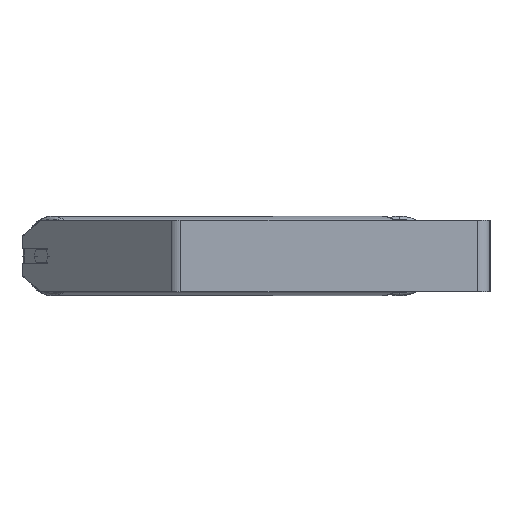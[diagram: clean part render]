
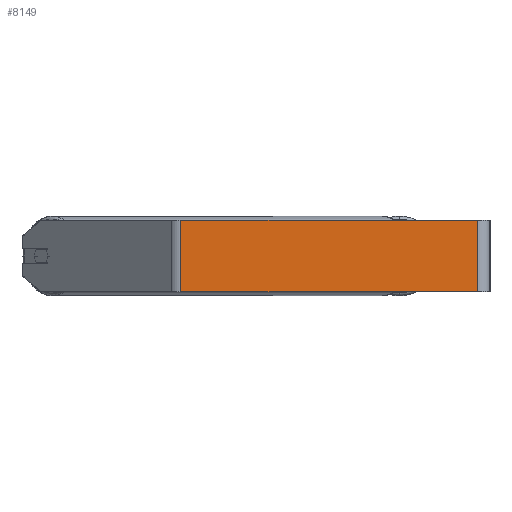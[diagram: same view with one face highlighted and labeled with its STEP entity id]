
A CAD part, left-side view. The second image highlights one B-rep face of the part: STEP entity #8149.
In plain terms, the highlighted planar face has unit normal (-1, 0, 0).
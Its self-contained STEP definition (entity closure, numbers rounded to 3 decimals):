
#479 = VECTOR ( 'NONE', #6613, 1000. ) ;
#797 = DIRECTION ( 'NONE',  ( 0., 0., -1. ) ) ;
#1098 = LINE ( 'NONE', #3756, #5278 ) ;
#1114 = PLANE ( 'NONE',  #7530 ) ;
#1227 = LINE ( 'NONE', #8667, #2310 ) ;
#1285 = FACE_OUTER_BOUND ( 'NONE', #2002, .T. ) ;
#2002 = EDGE_LOOP ( 'NONE', ( #7916, #5436, #5772, #3659 ) ) ;
#2011 = LINE ( 'NONE', #6882, #6684 ) ;
#2029 = VERTEX_POINT ( 'NONE', #2632 ) ;
#2051 = EDGE_CURVE ( 'NONE', #7308, #2181, #5335, .T. ) ;
#2181 = VERTEX_POINT ( 'NONE', #6253 ) ;
#2310 = VECTOR ( 'NONE', #6635, 1000. ) ;
#2630 = DIRECTION ( 'NONE',  ( 1., 0., 0. ) ) ;
#2632 = CARTESIAN_POINT ( 'NONE',  ( -840., 14., -40. ) ) ;
#3468 = CARTESIAN_POINT ( 'NONE',  ( -840., 345.161, -40. ) ) ;
#3659 = ORIENTED_EDGE ( 'NONE', *, *, #6837, .T. ) ;
#3746 = VERTEX_POINT ( 'NONE', #3468 ) ;
#3756 = CARTESIAN_POINT ( 'NONE',  ( -840., 350.96, -40. ) ) ;
#3794 = DIRECTION ( 'NONE',  ( 0., -1., 0. ) ) ;
#5278 = VECTOR ( 'NONE', #3794, 1000. ) ;
#5333 = DIRECTION ( 'NONE',  ( 0., 0., -1. ) ) ;
#5335 = LINE ( 'NONE', #8733, #479 ) ;
#5436 = ORIENTED_EDGE ( 'NONE', *, *, #8569, .F. ) ;
#5772 = ORIENTED_EDGE ( 'NONE', *, *, #2051, .F. ) ;
#6253 = CARTESIAN_POINT ( 'NONE',  ( -840., 14., 40. ) ) ;
#6613 = DIRECTION ( 'NONE',  ( 0., -1., 0. ) ) ;
#6635 = DIRECTION ( 'NONE',  ( 0., 0., -1. ) ) ;
#6684 = VECTOR ( 'NONE', #797, 1000. ) ;
#6837 = EDGE_CURVE ( 'NONE', #7308, #3746, #2011, .T. ) ;
#6882 = CARTESIAN_POINT ( 'NONE',  ( -840., 345.161, 40. ) ) ;
#7308 = VERTEX_POINT ( 'NONE', #7878 ) ;
#7327 = EDGE_CURVE ( 'NONE', #3746, #2029, #1098, .T. ) ;
#7361 = CARTESIAN_POINT ( 'NONE',  ( -840., 350.96, 40. ) ) ;
#7530 = AXIS2_PLACEMENT_3D ( 'NONE', #7361, #2630, #5333 ) ;
#7878 = CARTESIAN_POINT ( 'NONE',  ( -840., 345.161, 40. ) ) ;
#7916 = ORIENTED_EDGE ( 'NONE', *, *, #7327, .T. ) ;
#8149 = ADVANCED_FACE ( 'NONE', ( #1285 ), #1114, .F. ) ;
#8569 = EDGE_CURVE ( 'NONE', #2181, #2029, #1227, .T. ) ;
#8667 = CARTESIAN_POINT ( 'NONE',  ( -840., 14., 40. ) ) ;
#8733 = CARTESIAN_POINT ( 'NONE',  ( -840., 350.96, 40. ) ) ;
